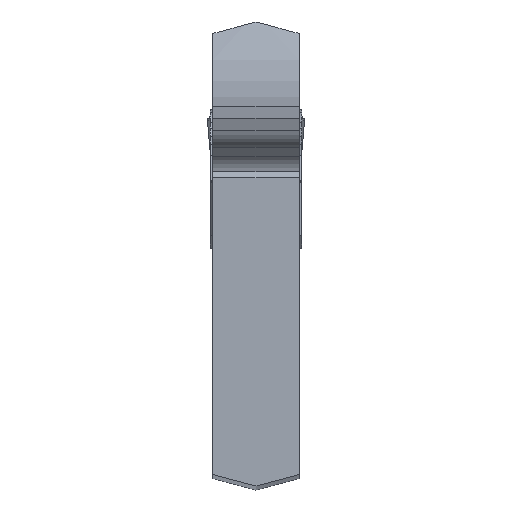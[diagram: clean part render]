
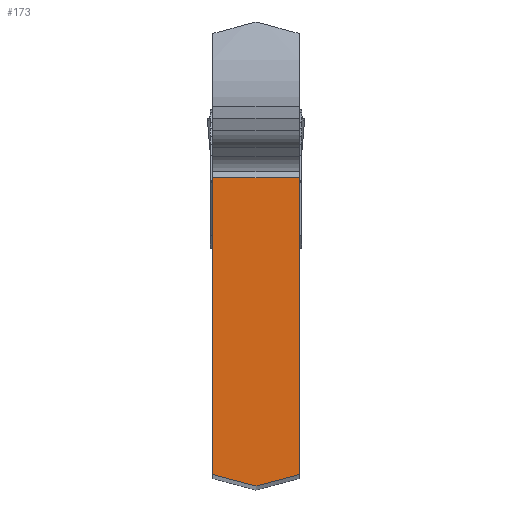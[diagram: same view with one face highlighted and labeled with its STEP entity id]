
A CAD part, top view. The second image highlights one B-rep face of the part: STEP entity #173.
In plain terms, the highlighted planar face has unit normal (0, 0, 1).
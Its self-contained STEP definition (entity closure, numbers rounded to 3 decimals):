
#97=FACE_OUTER_BOUND('',#621,.T.);
#173=ADVANCED_FACE('',(#97),#250,.F.);
#250=PLANE('',#1551);
#318=LINE('',#2154,#470);
#327=LINE('',#2178,#479);
#346=LINE('',#2238,#498);
#347=LINE('',#2239,#499);
#348=LINE('',#2241,#500);
#470=VECTOR('',#1706,1.);
#479=VECTOR('',#1725,1.);
#498=VECTOR('',#1768,1.);
#499=VECTOR('',#1769,1.);
#500=VECTOR('',#1770,1.);
#621=EDGE_LOOP('',(#774,#775,#776,#777,#778));
#774=ORIENTED_EDGE('',*,*,#1342,.F.);
#775=ORIENTED_EDGE('',*,*,#1312,.T.);
#776=ORIENTED_EDGE('',*,*,#1343,.T.);
#777=ORIENTED_EDGE('',*,*,#1344,.T.);
#778=ORIENTED_EDGE('',*,*,#1300,.T.);
#1158=VERTEX_POINT('',#2153);
#1159=VERTEX_POINT('',#2155);
#1168=VERTEX_POINT('',#2177);
#1169=VERTEX_POINT('',#2179);
#1198=VERTEX_POINT('',#2240);
#1300=EDGE_CURVE('',#1159,#1158,#318,.T.);
#1312=EDGE_CURVE('',#1169,#1168,#327,.T.);
#1342=EDGE_CURVE('',#1169,#1158,#346,.T.);
#1343=EDGE_CURVE('',#1168,#1198,#347,.T.);
#1344=EDGE_CURVE('',#1198,#1159,#348,.T.);
#1551=AXIS2_PLACEMENT_3D('',#2242,#1771,#1772);
#1706=DIRECTION('',(0.,1.,0.));
#1725=DIRECTION('',(0.,-1.,0.));
#1768=DIRECTION('',(1.,0.,0.));
#1769=DIRECTION('',(0.966,-0.259,0.));
#1770=DIRECTION('',(0.966,0.259,0.));
#1771=DIRECTION('',(0.,0.,-1.));
#1772=DIRECTION('',(0.,1.,0.));
#2153=CARTESIAN_POINT('',(2.825,-10.235,75.));
#2154=CARTESIAN_POINT('',(2.825,-29.633,75.));
#2155=CARTESIAN_POINT('',(2.825,-29.633,75.));
#2177=CARTESIAN_POINT('',(-2.825,-29.633,75.));
#2178=CARTESIAN_POINT('',(-2.825,-0.757,75.));
#2179=CARTESIAN_POINT('',(-2.825,-10.235,75.));
#2238=CARTESIAN_POINT('',(-10.,-10.235,75.));
#2239=CARTESIAN_POINT('',(-2.825,-29.633,75.));
#2240=CARTESIAN_POINT('',(0.,-30.39,75.));
#2241=CARTESIAN_POINT('',(0.,-30.39,75.));
#2242=CARTESIAN_POINT('',(2.825,-29.633,75.));
